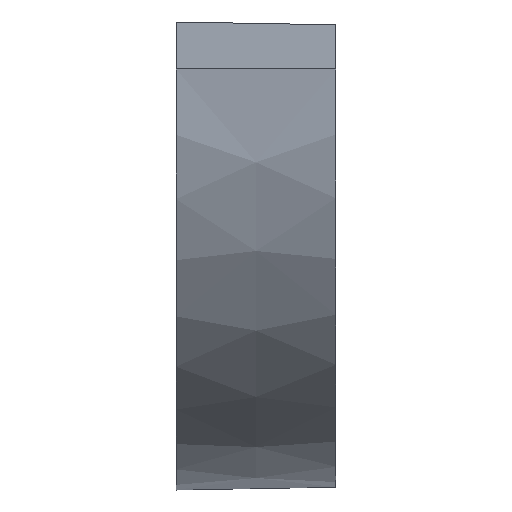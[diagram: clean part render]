
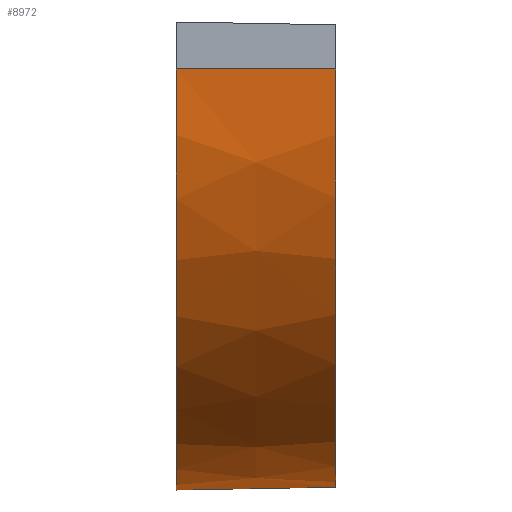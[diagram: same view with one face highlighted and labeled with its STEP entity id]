
A CAD part, left-side view. The second image highlights one B-rep face of the part: STEP entity #8972.
In plain terms, the highlighted conical face has half-angle 1 degrees and reference radius 108.8 mm.
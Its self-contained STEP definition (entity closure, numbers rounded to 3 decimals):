
#57 = CARTESIAN_POINT ( 'NONE',  ( 108.8, -20.8, -11.5 ) ) ;
#205 = CARTESIAN_POINT ( 'NONE',  ( 108.8, -20.8, -11.5 ) ) ;
#596 = CARTESIAN_POINT ( 'NONE',  ( 0., -20.8, -11.5 ) ) ;
#1123 = DIRECTION ( 'NONE',  ( 0., 0., -1. ) ) ;
#1276 = VECTOR ( 'NONE', #11113, 1000. ) ;
#1494 = EDGE_CURVE ( 'NONE', #5733, #1862, #3280, .T. ) ;
#1551 = CIRCLE ( 'NONE', #10564, 108.8 ) ;
#1862 = VERTEX_POINT ( 'NONE', #11815 ) ;
#2710 = ORIENTED_EDGE ( 'NONE', *, *, #6666, .T. ) ;
#2815 = FACE_OUTER_BOUND ( 'NONE', #4391, .T. ) ;
#3280 = LINE ( 'NONE', #596, #8168 ) ;
#4277 = CARTESIAN_POINT ( 'NONE',  ( 108.8, 20.8, -11.5 ) ) ;
#4391 = EDGE_LOOP ( 'NONE', ( #4643, #11184, #7486, #2710 ) ) ;
#4643 = ORIENTED_EDGE ( 'NONE', *, *, #7810, .T. ) ;
#4942 = CONICAL_SURFACE ( 'NONE', #8653, 108.8, 0.017 ) ;
#5177 = DIRECTION ( 'NONE',  ( 0., 0., -1. ) ) ;
#5733 = VERTEX_POINT ( 'NONE', #10976 ) ;
#6577 = CARTESIAN_POINT ( 'NONE',  ( 108.8, -20.8, -120.3 ) ) ;
#6611 = DIRECTION ( 'NONE',  ( 0., 1., 0. ) ) ;
#6666 = EDGE_CURVE ( 'NONE', #10226, #9521, #8567, .T. ) ;
#7002 = DIRECTION ( 'NONE',  ( 0.017, -1., 0. ) ) ;
#7230 = AXIS2_PLACEMENT_3D ( 'NONE', #4277, #10665, #5177 ) ;
#7486 = ORIENTED_EDGE ( 'NONE', *, *, #9356, .F. ) ;
#7810 = EDGE_CURVE ( 'NONE', #9521, #1862, #1551, .T. ) ;
#8163 = CARTESIAN_POINT ( 'NONE',  ( 108.8, -20.8, -120.3 ) ) ;
#8168 = VECTOR ( 'NONE', #7002, 1000. ) ;
#8567 = LINE ( 'NONE', #6577, #1276 ) ;
#8653 = AXIS2_PLACEMENT_3D ( 'NONE', #57, #10150, #11038 ) ;
#8972 = ADVANCED_FACE ( 'NONE', ( #2815 ), #4942, .T. ) ;
#9133 = CARTESIAN_POINT ( 'NONE',  ( 108.8, 20.8, -121.026 ) ) ;
#9356 = EDGE_CURVE ( 'NONE', #10226, #5733, #9392, .T. ) ;
#9392 = CIRCLE ( 'NONE', #7230, 109.526 ) ;
#9521 = VERTEX_POINT ( 'NONE', #8163 ) ;
#10150 = DIRECTION ( 'NONE',  ( 0., 1., 0. ) ) ;
#10226 = VERTEX_POINT ( 'NONE', #9133 ) ;
#10564 = AXIS2_PLACEMENT_3D ( 'NONE', #205, #6611, #1123 ) ;
#10665 = DIRECTION ( 'NONE',  ( 0., 1., 0. ) ) ;
#10976 = CARTESIAN_POINT ( 'NONE',  ( -0.726, 20.8, -11.5 ) ) ;
#11038 = DIRECTION ( 'NONE',  ( 0., 0., -1. ) ) ;
#11113 = DIRECTION ( 'NONE',  ( 0., -1., 0.017 ) ) ;
#11184 = ORIENTED_EDGE ( 'NONE', *, *, #1494, .F. ) ;
#11815 = CARTESIAN_POINT ( 'NONE',  ( 0., -20.8, -11.5 ) ) ;
